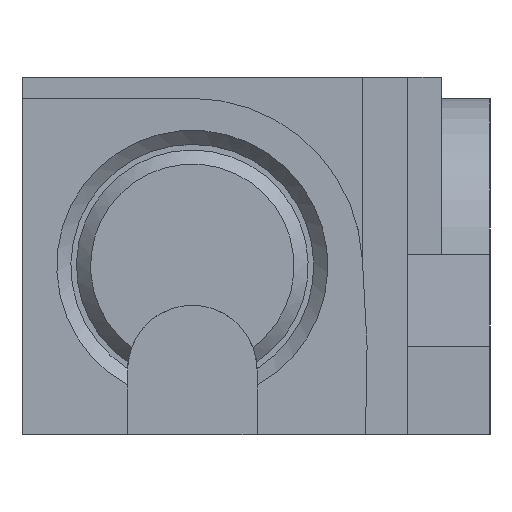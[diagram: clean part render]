
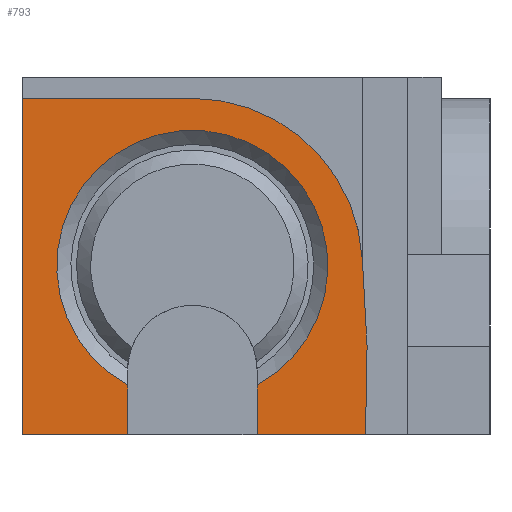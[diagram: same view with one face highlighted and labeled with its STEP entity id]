
A CAD part, left-side view. The second image highlights one B-rep face of the part: STEP entity #793.
In plain terms, the highlighted planar face has unit normal (-1, 0, 0).
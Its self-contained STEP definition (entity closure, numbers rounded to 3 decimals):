
#793=ADVANCED_FACE('',(#1378),#1113,.T.);
#1113=PLANE('',#7933);
#1378=FACE_OUTER_BOUND('',#1693,.T.);
#1693=EDGE_LOOP('',(#2084,#2085,#2086,#2087,#2088,#2089,#2090,#2091,#2092,
#2093));
#2084=ORIENTED_EDGE('',*,*,#4605,.T.);
#2085=ORIENTED_EDGE('',*,*,#4606,.F.);
#2086=ORIENTED_EDGE('',*,*,#4570,.F.);
#2087=ORIENTED_EDGE('',*,*,#4607,.F.);
#2088=ORIENTED_EDGE('',*,*,#4608,.F.);
#2089=ORIENTED_EDGE('',*,*,#4609,.T.);
#2090=ORIENTED_EDGE('',*,*,#4610,.F.);
#2091=ORIENTED_EDGE('',*,*,#4611,.F.);
#2092=ORIENTED_EDGE('',*,*,#4574,.F.);
#2093=ORIENTED_EDGE('',*,*,#4612,.F.);
#3943=VERTEX_POINT('',#10354);
#3944=VERTEX_POINT('',#10356);
#3947=VERTEX_POINT('',#10362);
#3948=VERTEX_POINT('',#10364);
#3976=VERTEX_POINT('',#10426);
#3977=VERTEX_POINT('',#10427);
#3978=VERTEX_POINT('',#10430);
#3979=VERTEX_POINT('',#10432);
#3980=VERTEX_POINT('',#10434);
#3981=VERTEX_POINT('',#10436);
#4570=EDGE_CURVE('',#3943,#3944,#6332,.T.);
#4574=EDGE_CURVE('',#3947,#3948,#6336,.T.);
#4605=EDGE_CURVE('',#3976,#3977,#5508,.T.);
#4606=EDGE_CURVE('',#3944,#3977,#6363,.T.);
#4607=EDGE_CURVE('',#3978,#3943,#6364,.T.);
#4608=EDGE_CURVE('',#3979,#3978,#6365,.T.);
#4609=EDGE_CURVE('',#3979,#3980,#5509,.T.);
#4610=EDGE_CURVE('',#3981,#3980,#6366,.T.);
#4611=EDGE_CURVE('',#3948,#3981,#6367,.T.);
#4612=EDGE_CURVE('',#3976,#3947,#6368,.T.);
#5508=CIRCLE('',#7931,9.63);
#5509=CIRCLE('',#7932,12.1);
#6332=LINE('',#10355,#7172);
#6336=LINE('',#10363,#7176);
#6363=LINE('',#10428,#7203);
#6364=LINE('',#10429,#7204);
#6365=LINE('',#10431,#7205);
#6366=LINE('',#10435,#7206);
#6367=LINE('',#10437,#7207);
#6368=LINE('',#10438,#7208);
#7172=VECTOR('',#8531,1.);
#7176=VECTOR('',#8535,1.);
#7203=VECTOR('',#8578,1.);
#7204=VECTOR('',#8579,1.);
#7205=VECTOR('',#8580,1.);
#7206=VECTOR('',#8583,1.);
#7207=VECTOR('',#8584,1.);
#7208=VECTOR('',#8585,1.);
#7931=AXIS2_PLACEMENT_3D('',#10425,#8576,#8577);
#7932=AXIS2_PLACEMENT_3D('',#10433,#8581,#8582);
#7933=AXIS2_PLACEMENT_3D('',#10439,#8586,#8587);
#8531=DIRECTION('',(0.,1.,0.));
#8535=DIRECTION('',(0.,1.,0.));
#8576=DIRECTION('',(1.,0.,0.));
#8577=DIRECTION('',(0.,0.,1.));
#8578=DIRECTION('',(0.,0.,1.));
#8579=DIRECTION('',(0.,0.017,-1.));
#8580=DIRECTION('',(0.,-0.054,-0.999));
#8581=DIRECTION('',(-1.,0.,0.));
#8582=DIRECTION('',(0.,-1.,0.));
#8583=DIRECTION('',(0.,-1.,0.));
#8584=DIRECTION('',(0.,0.,1.));
#8585=DIRECTION('',(0.,0.,-1.));
#8586=DIRECTION('',(-1.,0.,0.));
#8587=DIRECTION('',(0.,0.,1.));
#10354=CARTESIAN_POINT('',(-44.,5.394,0.));
#10355=CARTESIAN_POINT('',(-44.,5.394,0.));
#10356=CARTESIAN_POINT('',(-44.,13.1,0.));
#10362=CARTESIAN_POINT('',(-44.,22.3,0.));
#10363=CARTESIAN_POINT('',(-44.,5.394,0.));
#10364=CARTESIAN_POINT('',(-44.,29.8,0.));
#10425=CARTESIAN_POINT('',(-44.,17.7,12.));
#10426=CARTESIAN_POINT('',(-44.,22.3,3.54));
#10427=CARTESIAN_POINT('',(-44.,13.1,3.54));
#10428=CARTESIAN_POINT('',(-44.,13.1,4.6));
#10429=CARTESIAN_POINT('',(-44.,5.284,6.3));
#10430=CARTESIAN_POINT('',(-44.,5.284,6.3));
#10431=CARTESIAN_POINT('',(-44.,5.618,12.454));
#10432=CARTESIAN_POINT('',(-44.,5.618,12.454));
#10433=CARTESIAN_POINT('',(-44.,17.7,11.8));
#10434=CARTESIAN_POINT('',(-44.,17.7,23.9));
#10435=CARTESIAN_POINT('',(-44.,29.8,23.9));
#10436=CARTESIAN_POINT('',(-44.,29.8,23.9));
#10437=CARTESIAN_POINT('',(-44.,29.8,0.));
#10438=CARTESIAN_POINT('',(-44.,22.3,0.));
#10439=CARTESIAN_POINT('',(-44.,17.7,11.8));
